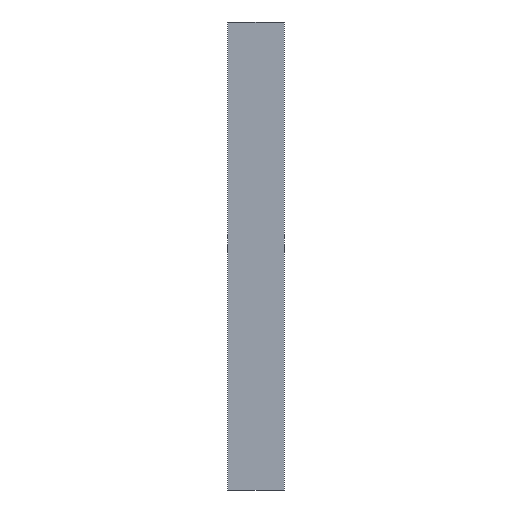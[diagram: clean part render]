
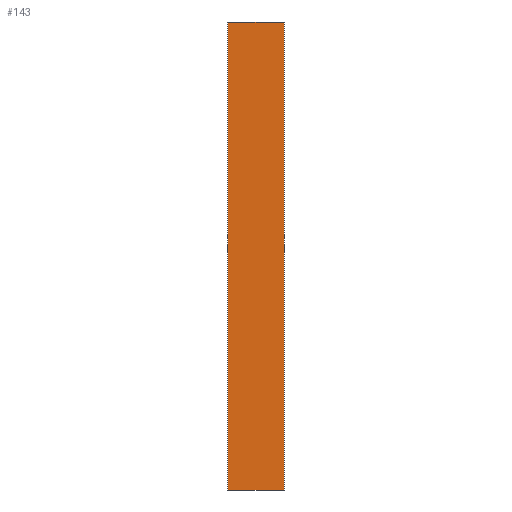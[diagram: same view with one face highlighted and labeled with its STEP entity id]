
A CAD part, front view. The second image highlights one B-rep face of the part: STEP entity #143.
In plain terms, the highlighted planar face has unit normal (0, -1, 0).
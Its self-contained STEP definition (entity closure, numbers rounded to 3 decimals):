
#19=PLANE('',#157);
#27=FACE_OUTER_BOUND('',#35,.T.);
#35=EDGE_LOOP('',(#125,#126,#127,#128));
#40=LINE('',#213,#54);
#44=LINE('',#222,#58);
#48=LINE('',#232,#62);
#50=LINE('',#236,#64);
#54=VECTOR('',#172,1000.);
#58=VECTOR('',#180,120.);
#62=VECTOR('',#190,1000.);
#64=VECTOR('',#196,120.);
#73=VERTEX_POINT('',#210);
#74=VERTEX_POINT('',#212);
#77=VERTEX_POINT('',#220);
#80=VERTEX_POINT('',#230);
#86=EDGE_CURVE('',#73,#74,#40,.T.);
#91=EDGE_CURVE('',#73,#77,#44,.T.);
#96=EDGE_CURVE('',#77,#80,#48,.T.);
#98=EDGE_CURVE('',#74,#80,#50,.T.);
#125=ORIENTED_EDGE('',*,*,#91,.T.);
#126=ORIENTED_EDGE('',*,*,#96,.T.);
#127=ORIENTED_EDGE('',*,*,#98,.F.);
#128=ORIENTED_EDGE('',*,*,#86,.F.);
#143=ADVANCED_FACE('',(#27),#19,.T.);
#157=AXIS2_PLACEMENT_3D('',#235,#194,#195);
#172=DIRECTION('',(0.,0.,1.));
#180=DIRECTION('',(1.,0.,0.));
#190=DIRECTION('',(0.,0.,1.));
#194=DIRECTION('center_axis',(0.,-1.,0.));
#195=DIRECTION('ref_axis',(1.,0.,0.));
#196=DIRECTION('',(1.,0.,0.));
#210=CARTESIAN_POINT('',(0.,0.,0.));
#212=CARTESIAN_POINT('',(0.,0.,1000.));
#213=CARTESIAN_POINT('',(0.,0.,0.));
#220=CARTESIAN_POINT('',(120.,0.,0.));
#222=CARTESIAN_POINT('',(0.,0.,0.));
#230=CARTESIAN_POINT('',(120.,0.,1000.));
#232=CARTESIAN_POINT('',(120.,0.,0.));
#235=CARTESIAN_POINT('Origin',(0.,0.,0.));
#236=CARTESIAN_POINT('',(0.,0.,1000.));
